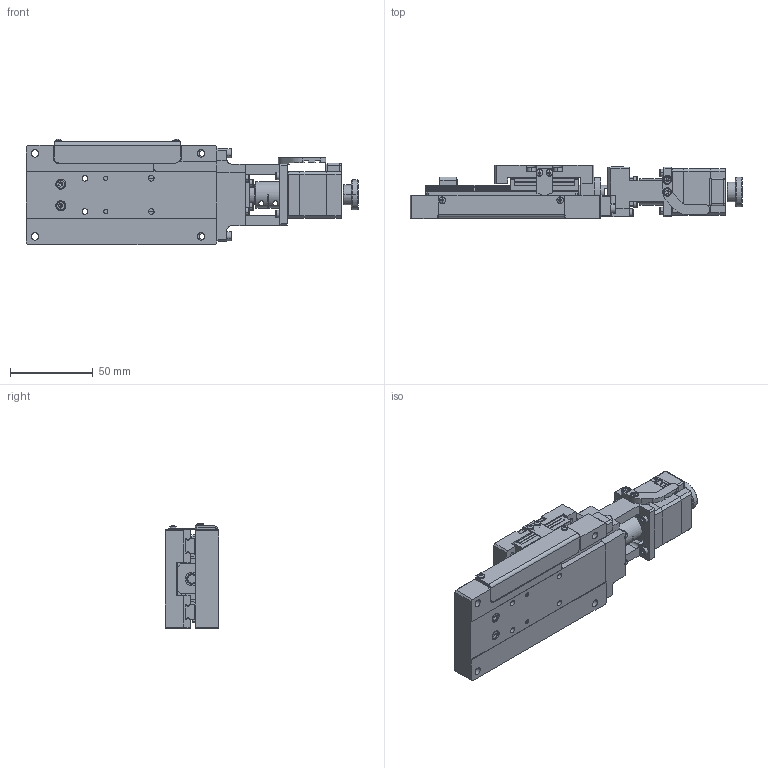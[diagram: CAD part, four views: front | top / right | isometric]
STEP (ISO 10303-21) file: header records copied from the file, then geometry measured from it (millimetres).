
FILE_DESCRIPTION (( 'STEP AP203' ), '1' );
FILE_NAME ('LA50-60.step', '2019-05-06T08:01:56', ( '' ), ( '' ), 'SwSTEP 2.0', 'SolidWorks 2017', '' );
FILE_SCHEMA (( 'CONFIG_CONTROL_DESIGN' ));
Length unit declared in the file: millimetre
Products named in the file (1): LA50-60
Bounding box: 200 x 32 x 63.63 mm (x, y, z)
Surface area: 62435.3 mm2 (no closed solid volume)
Topology: 0 solids, 81 shells, 1059 faces, 3911 edges, 2750 vertices
Faces by surface type: plane 627, cylinder 265, cone 73, torus 65, sphere 28, bspline 1
Entity records: 42679 total; most frequent: CARTESIAN_POINT 10033, DIRECTION 6898, ORIENTED_EDGE 6015, EDGE_CURVE 3799, VERTEX_POINT 2714, LINE 2366, VECTOR 2366, AXIS2_PLACEMENT_3D 2266
